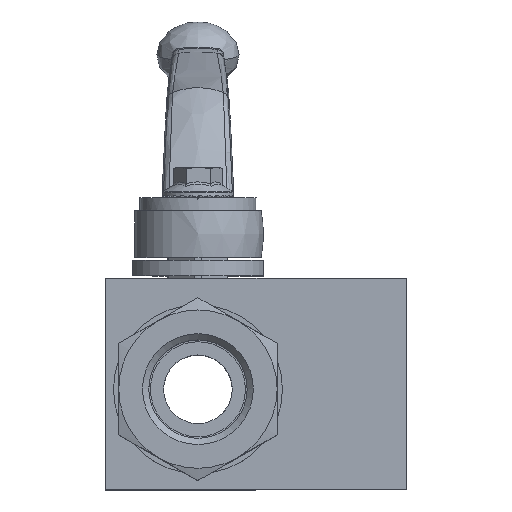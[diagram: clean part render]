
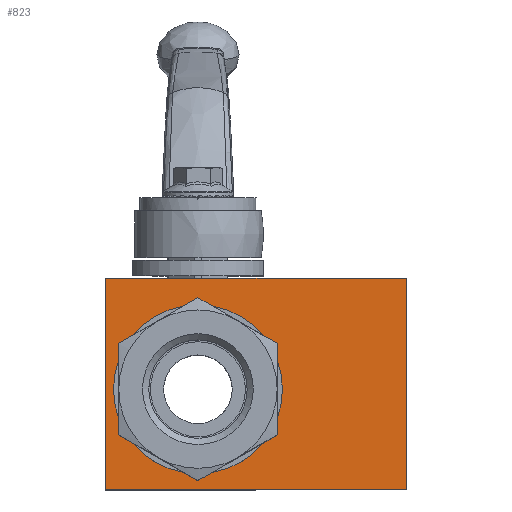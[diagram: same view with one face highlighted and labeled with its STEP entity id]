
A CAD part, top view. The second image highlights one B-rep face of the part: STEP entity #823.
In plain terms, the highlighted planar face has unit normal (0, 0, 1).
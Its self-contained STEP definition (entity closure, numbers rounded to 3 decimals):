
#677=CARTESIAN_POINT('',(39.5,21.,24.));
#678=VERTEX_POINT('',#677);
#685=CARTESIAN_POINT('',(39.5,-19.,24.));
#686=VERTEX_POINT('',#685);
#687=CARTESIAN_POINT('',(39.5,21.,24.));
#688=DIRECTION('',(0.0,-1.0,0.0));
#689=VECTOR('',#688,40.);
#690=LINE('',#687,#689);
#691=EDGE_CURVE('',#678,#686,#690,.T.);
#720=CARTESIAN_POINT('',(-17.5,-19.,24.));
#721=VERTEX_POINT('',#720);
#722=CARTESIAN_POINT('',(39.5,-19.,24.));
#723=DIRECTION('',(-1.0,0.0,0.0));
#724=VECTOR('',#723,57.0);
#725=LINE('',#722,#724);
#726=EDGE_CURVE('',#686,#721,#725,.T.);
#789=CARTESIAN_POINT('',(11.,1.,24.));
#790=DIRECTION('',(0.0,0.0,1.0));
#791=DIRECTION('',(1.0,0.0,0.0));
#792=AXIS2_PLACEMENT_3D('',#789,#790,#791);
#793=PLANE('',#792);
#794=ORIENTED_EDGE('',*,*,#691,.F.);
#795=CARTESIAN_POINT('',(-17.5,21.,24.));
#796=VERTEX_POINT('',#795);
#797=CARTESIAN_POINT('',(-17.5,21.,24.));
#798=DIRECTION('',(1.0,0.0,0.0));
#799=VECTOR('',#798,57.);
#800=LINE('',#797,#799);
#801=EDGE_CURVE('',#796,#678,#800,.T.);
#802=ORIENTED_EDGE('',*,*,#801,.F.);
#803=CARTESIAN_POINT('',(-17.5,-19.,24.));
#804=DIRECTION('',(0.0,1.0,0.0));
#805=VECTOR('',#804,40.0);
#806=LINE('',#803,#805);
#807=EDGE_CURVE('',#721,#796,#806,.T.);
#808=ORIENTED_EDGE('',*,*,#807,.F.);
#809=ORIENTED_EDGE('',*,*,#726,.F.);
#810=EDGE_LOOP('',(#794,#802,#808,#809));
#811=FACE_OUTER_BOUND('',#810,.T.);
#812=CARTESIAN_POINT('',(-16.0,0.,24.));
#813=VERTEX_POINT('',#812);
#814=CARTESIAN_POINT('',(0.0,0.0,24.));
#815=DIRECTION('',(0.0,0.0,-1.0));
#816=DIRECTION('',(1.0,0.0,0.0));
#817=AXIS2_PLACEMENT_3D('',#814,#815,#816);
#818=CIRCLE('',#817,16.0);
#819=EDGE_CURVE('',#813,#813,#818,.T.);
#820=ORIENTED_EDGE('',*,*,#819,.T.);
#821=EDGE_LOOP('',(#820));
#822=FACE_BOUND('',#821,.T.);
#823=ADVANCED_FACE('',(#811,#822),#793,.T.);
